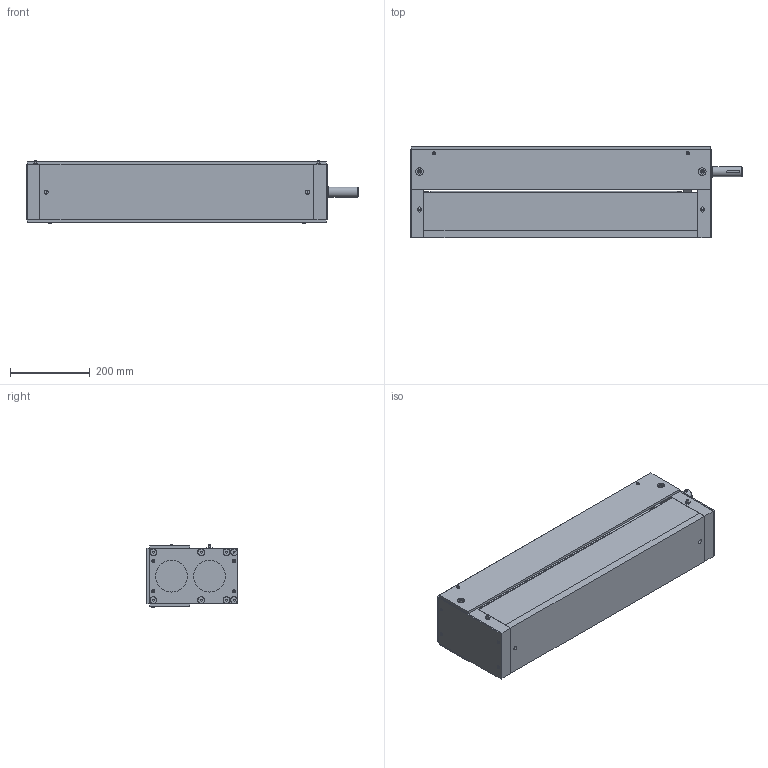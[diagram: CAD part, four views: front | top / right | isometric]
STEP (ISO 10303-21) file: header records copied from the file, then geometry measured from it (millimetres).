
FILE_DESCRIPTION(/* description */ (''),/* implementation_level */ '2;1');
FILE_NAME(/* name */ 'RC ROTARY CRUSH.stp',/* time_stamp */ '2018-01-18T14:57:02-05:00',/* author */ ('ppanana'),/* organization */ (''),/* preprocessor_version */ 'ST-DEVELOPER v16.1',/* originating_system */ 'Autodesk Inventor 2016',/* authorisation */ '');
FILE_SCHEMA (('CONFIG_CONTROL_DESIGN'));
Length unit declared in the file: inch
Products named in the file (1): RC SOLID MODEL
Bounding box: 835.14 x 230.8 x 157.65 mm (x, y, z)
Surface area: 2429558.5 mm2 (no closed solid volume)
Topology: 0 solids, 101 shells, 1371 faces, 3144 edges, 2072 vertices
Faces by surface type: plane 882, cylinder 319, cone 142, torus 17, bspline 11
Full cylindrical faces by diameter (mm): 2.5 x8, 2.642 x12, 3.302 x8, 3.505 x8, 3.962 x10, 4.064 x8, 4.166 x12, 4.826 x36, 4.978 x7, 5.334 x28, 6.35 x3, 6.401 x16, 7.798 x1, 7.874 x7, 7.925 x12, 7.938 x16, 8.636 x16, 8.89 x4, 9.906 x4, 10.109 x2, 10.592 x2, 13 x2, 19.05 x2, 25.4 x1, 40 x4, 40.002 x4, 41.275 x1, 50.8 x4, 63.5 x2, 80 x12
Entity records: 38671 total; most frequent: CARTESIAN_POINT 7739, DIRECTION 6016, ORIENTED_EDGE 5186, EDGE_CURVE 2593, EDGE_LOOP 2132, AXIS2_PLACEMENT_3D 2114, VERTEX_POINT 1939, LINE 1788
